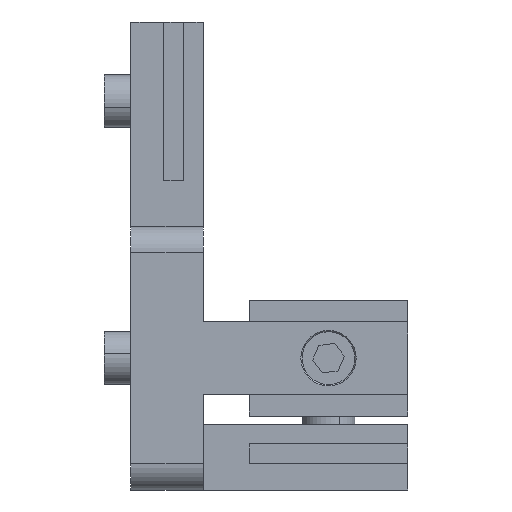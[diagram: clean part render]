
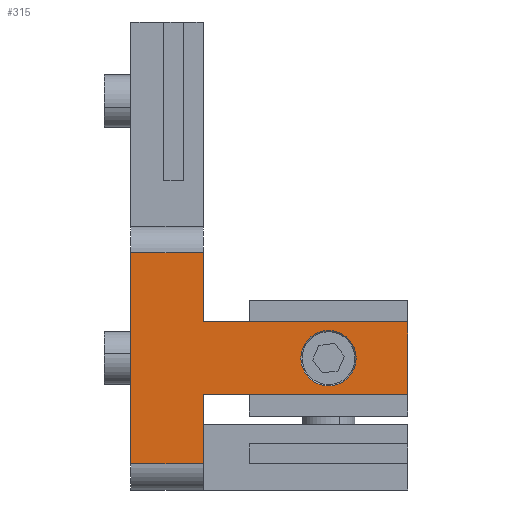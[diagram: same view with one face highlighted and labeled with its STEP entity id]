
A CAD part, left-side view. The second image highlights one B-rep face of the part: STEP entity #315.
In plain terms, the highlighted planar face has unit normal (-1, 0, 0).
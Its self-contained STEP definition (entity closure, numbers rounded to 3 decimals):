
#23 = CARTESIAN_POINT ( 'NONE',  ( -10., -5.5, 2.75 ) ) ;
#39 = ORIENTED_EDGE ( 'NONE', *, *, #1785, .T. ) ;
#47 = EDGE_CURVE ( 'NONE', #1931, #3305, #486, .T. ) ;
#55 = ORIENTED_EDGE ( 'NONE', *, *, #1607, .T. ) ;
#59 = ORIENTED_EDGE ( 'NONE', *, *, #1100, .T. ) ;
#115 = EDGE_CURVE ( 'NONE', #754, #3486, #868, .T. ) ;
#247 = CARTESIAN_POINT ( 'NONE',  ( -10., -5.5, -10. ) ) ;
#284 = LINE ( 'NONE', #3378, #3229 ) ;
#306 = EDGE_LOOP ( 'NONE', ( #2619, #3001, #59, #1702, #3232, #357, #3495, #476 ) ) ;
#315 = ADVANCED_FACE ( 'NONE', ( #994, #1685 ), #1988, .T. ) ;
#316 = VECTOR ( 'NONE', #2490, 1000. ) ;
#357 = ORIENTED_EDGE ( 'NONE', *, *, #2018, .F. ) ;
#399 = VECTOR ( 'NONE', #2474, 1000. ) ;
#442 = CARTESIAN_POINT ( 'NONE',  ( -10., 2.933, 2.75 ) ) ;
#474 = DIRECTION ( 'NONE',  ( 0., -1., 0. ) ) ;
#475 = VECTOR ( 'NONE', #474, 1000. ) ;
#476 = ORIENTED_EDGE ( 'NONE', *, *, #115, .T. ) ;
#486 = LINE ( 'NONE', #2810, #399 ) ;
#577 = DIRECTION ( 'NONE',  ( 0., -1., 0. ) ) ;
#605 = CARTESIAN_POINT ( 'NONE',  ( -10., 0., -8. ) ) ;
#722 = VERTEX_POINT ( 'NONE', #3523 ) ;
#754 = VERTEX_POINT ( 'NONE', #1211 ) ;
#780 = DIRECTION ( 'NONE',  ( 1., 0., 0. ) ) ;
#813 = VECTOR ( 'NONE', #3070, 1000. ) ;
#868 = LINE ( 'NONE', #2377, #316 ) ;
#994 = FACE_BOUND ( 'NONE', #1183, .T. ) ;
#1047 = DIRECTION ( 'NONE',  ( 0., 0., 1. ) ) ;
#1089 = VERTEX_POINT ( 'NONE', #3667 ) ;
#1094 = LINE ( 'NONE', #2806, #2551 ) ;
#1100 = EDGE_CURVE ( 'NONE', #722, #2823, #3207, .T. ) ;
#1123 = AXIS2_PLACEMENT_3D ( 'NONE', #2572, #2831, #2227 ) ;
#1143 = LINE ( 'NONE', #442, #2005 ) ;
#1152 = EDGE_CURVE ( 'NONE', #3198, #754, #3018, .T. ) ;
#1183 = EDGE_LOOP ( 'NONE', ( #55, #39 ) ) ;
#1192 = DIRECTION ( 'NONE',  ( 0., 0., 1. ) ) ;
#1211 = CARTESIAN_POINT ( 'NONE',  ( -10., -5.5, 8. ) ) ;
#1213 = LINE ( 'NONE', #2799, #475 ) ;
#1353 = CARTESIAN_POINT ( 'NONE',  ( -10., -15., 2.1 ) ) ;
#1391 = AXIS2_PLACEMENT_3D ( 'NONE', #2796, #780, #2556 ) ;
#1569 = CIRCLE ( 'NONE', #1391, 2.1 ) ;
#1607 = EDGE_CURVE ( 'NONE', #1860, #1089, #3420, .T. ) ;
#1685 = FACE_OUTER_BOUND ( 'NONE', #306, .T. ) ;
#1702 = ORIENTED_EDGE ( 'NONE', *, *, #1960, .T. ) ;
#1785 = EDGE_CURVE ( 'NONE', #1089, #1860, #1569, .T. ) ;
#1839 = DIRECTION ( 'NONE',  ( 0., 0., 1. ) ) ;
#1860 = VERTEX_POINT ( 'NONE', #1353 ) ;
#1884 = CARTESIAN_POINT ( 'NONE',  ( -10., 0., 8. ) ) ;
#1931 = VERTEX_POINT ( 'NONE', #2525 ) ;
#1960 = EDGE_CURVE ( 'NONE', #2823, #3305, #284, .T. ) ;
#1988 = PLANE ( 'NONE',  #1123 ) ;
#2005 = VECTOR ( 'NONE', #577, 1000. ) ;
#2018 = EDGE_CURVE ( 'NONE', #3198, #1931, #1143, .T. ) ;
#2227 = DIRECTION ( 'NONE',  ( 0., 0., 1. ) ) ;
#2271 = AXIS2_PLACEMENT_3D ( 'NONE', #2709, #2626, #1839 ) ;
#2377 = CARTESIAN_POINT ( 'NONE',  ( -10., -5.5, 8. ) ) ;
#2435 = VECTOR ( 'NONE', #1047, 1000. ) ;
#2474 = DIRECTION ( 'NONE',  ( 0., 0., -1. ) ) ;
#2490 = DIRECTION ( 'NONE',  ( 0., 1., 0. ) ) ;
#2525 = CARTESIAN_POINT ( 'NONE',  ( -10., -21., 2.75 ) ) ;
#2551 = VECTOR ( 'NONE', #1192, 1000. ) ;
#2556 = DIRECTION ( 'NONE',  ( 0., 0., 1. ) ) ;
#2572 = CARTESIAN_POINT ( 'NONE',  ( -10., -5.5, -10. ) ) ;
#2619 = ORIENTED_EDGE ( 'NONE', *, *, #2766, .F. ) ;
#2626 = DIRECTION ( 'NONE',  ( 1., 0., 0. ) ) ;
#2709 = CARTESIAN_POINT ( 'NONE',  ( -10., -15., 0. ) ) ;
#2766 = EDGE_CURVE ( 'NONE', #2976, #3486, #1094, .T. ) ;
#2796 = CARTESIAN_POINT ( 'NONE',  ( -10., -15., 0. ) ) ;
#2799 = CARTESIAN_POINT ( 'NONE',  ( -10., -5.5, -8. ) ) ;
#2806 = CARTESIAN_POINT ( 'NONE',  ( -10., 0., -10. ) ) ;
#2810 = CARTESIAN_POINT ( 'NONE',  ( -10., -21., -2.75 ) ) ;
#2823 = VERTEX_POINT ( 'NONE', #3381 ) ;
#2831 = DIRECTION ( 'NONE',  ( -1., 0., 0. ) ) ;
#2909 = CARTESIAN_POINT ( 'NONE',  ( -10., -21., -2.75 ) ) ;
#2976 = VERTEX_POINT ( 'NONE', #605 ) ;
#3001 = ORIENTED_EDGE ( 'NONE', *, *, #3695, .T. ) ;
#3018 = LINE ( 'NONE', #3659, #813 ) ;
#3070 = DIRECTION ( 'NONE',  ( 0., 0., 1. ) ) ;
#3198 = VERTEX_POINT ( 'NONE', #23 ) ;
#3207 = LINE ( 'NONE', #247, #2435 ) ;
#3229 = VECTOR ( 'NONE', #3687, 1000. ) ;
#3232 = ORIENTED_EDGE ( 'NONE', *, *, #47, .F. ) ;
#3305 = VERTEX_POINT ( 'NONE', #2909 ) ;
#3378 = CARTESIAN_POINT ( 'NONE',  ( -10., 2.933, -2.75 ) ) ;
#3381 = CARTESIAN_POINT ( 'NONE',  ( -10., -5.5, -2.75 ) ) ;
#3420 = CIRCLE ( 'NONE', #2271, 2.1 ) ;
#3486 = VERTEX_POINT ( 'NONE', #1884 ) ;
#3495 = ORIENTED_EDGE ( 'NONE', *, *, #1152, .T. ) ;
#3523 = CARTESIAN_POINT ( 'NONE',  ( -10., -5.5, -8. ) ) ;
#3659 = CARTESIAN_POINT ( 'NONE',  ( -10., -5.5, -10. ) ) ;
#3667 = CARTESIAN_POINT ( 'NONE',  ( -10., -15., -2.1 ) ) ;
#3687 = DIRECTION ( 'NONE',  ( 0., -1., 0. ) ) ;
#3695 = EDGE_CURVE ( 'NONE', #2976, #722, #1213, .T. ) ;
